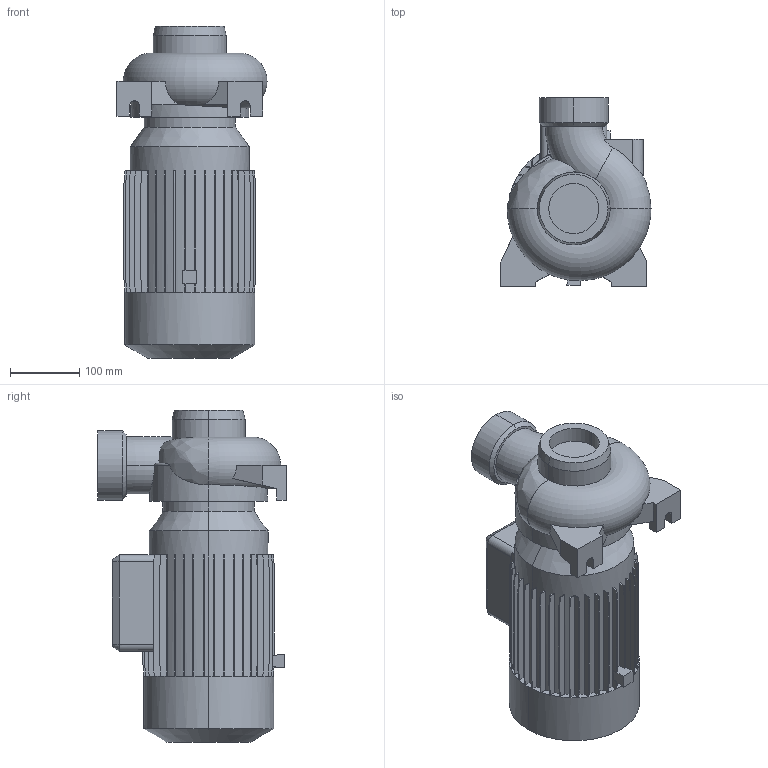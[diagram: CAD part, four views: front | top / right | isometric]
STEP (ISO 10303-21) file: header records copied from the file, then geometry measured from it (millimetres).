
FILE_DESCRIPTION (( 'STEP AP214' ), '1' );
FILE_NAME ('10013814swp00.step', '2022-02-10T10:34:02', ( '' ), ( '' ), 'SwSTEP 2.0', 'SolidWorks 2020', '' );
FILE_SCHEMA (( 'AUTOMOTIVE_DESIGN' ));
Length unit declared in the file: millimetre
Products named in the file (1): 10013814swp00
Bounding box: 216.49 x 272 x 479 mm (x, y, z)
Volume: 12184218.7 mm3; surface area: 521403.4 mm2
Topology: 1 solids, 1 shells, 342 faces, 979 edges, 646 vertices
Faces by surface type: plane 293, cylinder 29, cone 13, torus 6, bspline 1
Entity records: 12055 total; most frequent: CARTESIAN_POINT 2984, ORIENTED_EDGE 1958, DIRECTION 1767, EDGE_CURVE 979, LINE 793, VECTOR 793, VERTEX_POINT 646, AXIS2_PLACEMENT_3D 487
